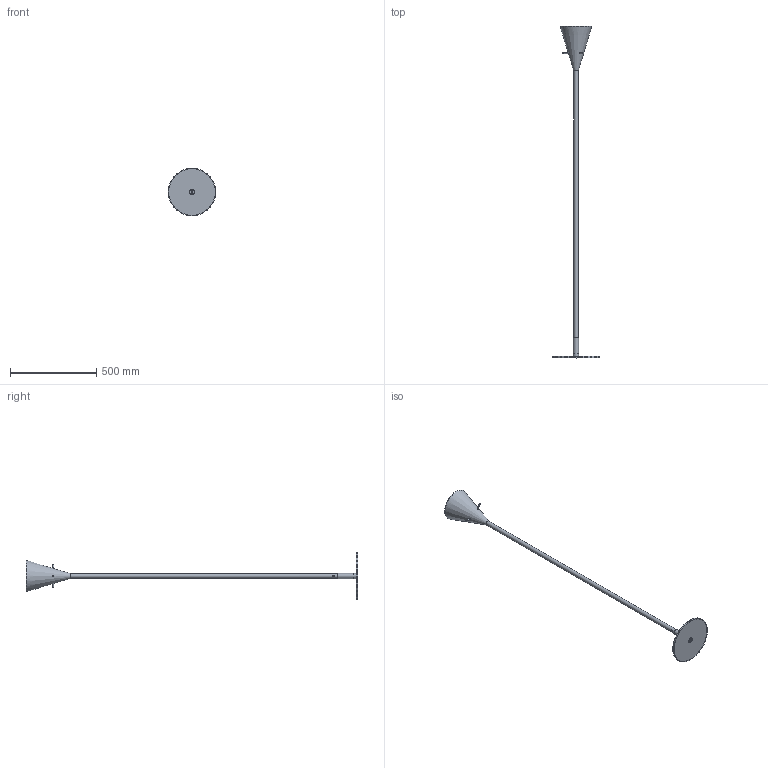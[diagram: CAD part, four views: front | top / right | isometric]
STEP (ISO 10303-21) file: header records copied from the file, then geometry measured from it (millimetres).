
FILE_DESCRIPTION(/* description */ (''),/* implementation_level */ '2;1');
FILE_NAME(/* name */ 'F330025150TCNE.stp',/* time_stamp */ '2020-01-15T11:06:44+01:00',/* author */ ('sghezzi'),/* organization */ (''),/* preprocessor_version */ 'ST-DEVELOPER v17.2',/* originating_system */ 'Autodesk Inventor 2019',/* authorisation */ '');
FILE_SCHEMA (('AUTOMOTIVE_DESIGN { 1 0 10303 214 3 1 1 }'));
Length unit declared in the file: millimetre
Products named in the file (10): F330025150TCNE; 002330020; 007330021; Anello di raccordo filettato; 054026000_PL_E27_PBi_DB270-L-N; 007330020; 007330000; 007330005; 007330006; 007330001
Assembly tree (11 placements, depth 2):
  F330025150TCNE
    002330020
    007330021
    Anello di raccordo filettato
    054026000_PL_E27_PBi_DB270-L-N
    007330020  x3
    007330000
    007330005
    007330006
    007330001
Bounding box: 275 x 1923 x 275 mm (x, y, z)
Volume: 1230319.6 mm3; surface area: 807787.2 mm2
Topology: 11 solids, 11 shells, 104 faces, 261 edges, 189 vertices
Faces by surface type: plane 38, cylinder 36, torus 13, cone 11, bspline 6
Full cylindrical faces by diameter (mm): 5 x6, 7 x4, 10 x5, 11 x3, 20.4 x1, 24 x1, 25 x2, 26 x1, 27 x2, 30 x2, 35 x1, 37.2 x1, 37.8 x1, 147.6 x1, 150 x1, 160 x1, 270 x1, 273 x1, 275 x1
Entity records: 5789 total; most frequent: CARTESIAN_POINT 2901, DIRECTION 579, ORIENTED_EDGE 494, AXIS2_PLACEMENT_3D 263, EDGE_CURVE 247, VERTEX_POINT 181, CIRCLE 154, EDGE_LOOP 134
